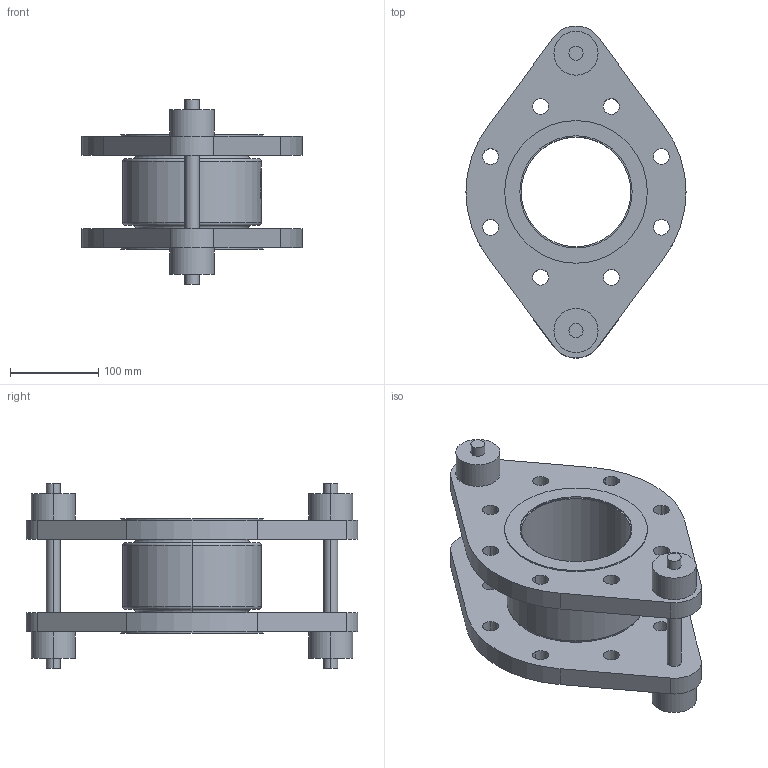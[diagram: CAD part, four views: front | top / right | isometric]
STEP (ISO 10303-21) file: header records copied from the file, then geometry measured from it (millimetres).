
FILE_DESCRIPTION (( 'STEP AP203' ), '1' );
FILE_NAME ('EPSILON-C_DN125_PN16_120_6000017336.STEP', '2021-10-07T10:54:22', ( 'axxx' ), ( '' ), 'SwSTEP 2.0', 'SolidWorks 2019', '' );
FILE_SCHEMA (( 'CONFIG_CONTROL_DESIGN' ));
Length unit declared in the file: millimetre
Products named in the file (1): EPSILON-C_DN125_PN16_120_6000017336
Bounding box: 250 x 376.78 x 210 mm (x, y, z)
Volume: 2921502.1 mm3; surface area: 381608.7 mm2
Topology: 1 solids, 1 shells, 594 faces, 1594 edges, 1060 vertices
Faces by surface type: plane 253, bspline 234, cylinder 99, torus 8
Entity records: 31241 total; most frequent: CARTESIAN_POINT 17741, ORIENTED_EDGE 3188, DIRECTION 2041, EDGE_CURVE 1594, VERTEX_POINT 1060, LINE 809, VECTOR 809, EDGE_LOOP 690
